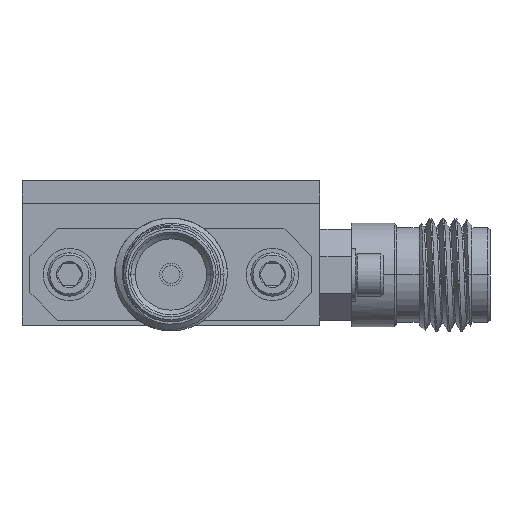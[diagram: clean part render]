
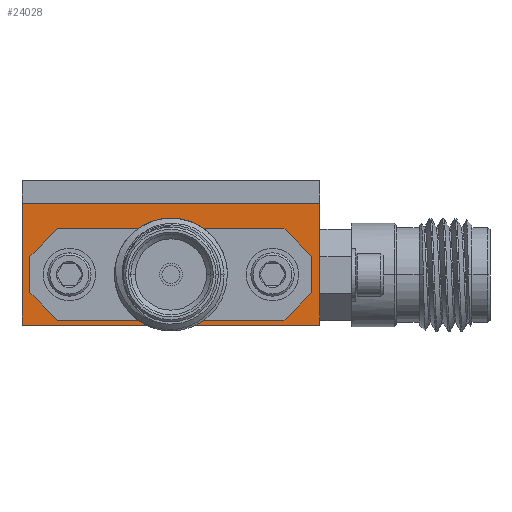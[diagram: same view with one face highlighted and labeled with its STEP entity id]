
A CAD part, left-side view. The second image highlights one B-rep face of the part: STEP entity #24028.
In plain terms, the highlighted planar face has unit normal (-1, 0, 0).
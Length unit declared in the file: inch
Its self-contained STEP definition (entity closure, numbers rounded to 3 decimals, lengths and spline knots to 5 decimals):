
#271 = VECTOR ( 'NONE', #28680, 39.37008 ) ;
#1159 = CARTESIAN_POINT ( 'NONE',  ( -0.48, -0.33, -0.135 ) ) ;
#1645 = VERTEX_POINT ( 'NONE', #19854 ) ;
#3292 = ORIENTED_EDGE ( 'NONE', *, *, #6154, .T. ) ;
#3455 = VERTEX_POINT ( 'NONE', #33055 ) ;
#3517 = ORIENTED_EDGE ( 'NONE', *, *, #32177, .F. ) ;
#3962 = AXIS2_PLACEMENT_3D ( 'NONE', #10604, #28699, #26320 ) ;
#6154 = EDGE_CURVE ( 'NONE', #3455, #1645, #9190, .T. ) ;
#7067 = ORIENTED_EDGE ( 'NONE', *, *, #17593, .T. ) ;
#7110 = DIRECTION ( 'NONE',  ( 0., -1., 0. ) ) ;
#7351 = CARTESIAN_POINT ( 'NONE',  ( -0.48, 0.33, 0.28154 ) ) ;
#7874 = PLANE ( 'NONE',  #3962 ) ;
#8294 = VECTOR ( 'NONE', #12099, 39.37008 ) ;
#9190 = LINE ( 'NONE', #11933, #8294 ) ;
#10576 = ORIENTED_EDGE ( 'NONE', *, *, #28668, .T. ) ;
#10604 = CARTESIAN_POINT ( 'NONE',  ( -0.48, 0.33, 0.28154 ) ) ;
#11933 = CARTESIAN_POINT ( 'NONE',  ( -0.48, -0.33, 0.135 ) ) ;
#12099 = DIRECTION ( 'NONE',  ( 0., 1., 0. ) ) ;
#12247 = LINE ( 'NONE', #1159, #33355 ) ;
#12640 = LINE ( 'NONE', #7351, #271 ) ;
#17068 = VERTEX_POINT ( 'NONE', #23751 ) ;
#17167 = EDGE_LOOP ( 'NONE', ( #3517, #3292, #7067, #10576 ) ) ;
#17593 = EDGE_CURVE ( 'NONE', #1645, #17068, #12640, .T. ) ;
#17961 = CARTESIAN_POINT ( 'NONE',  ( -0.48, -0.33, 0.28154 ) ) ;
#19854 = CARTESIAN_POINT ( 'NONE',  ( -0.48, 0.33, 0.135 ) ) ;
#20201 = CARTESIAN_POINT ( 'NONE',  ( -0.48, -0.33, -0.135 ) ) ;
#21113 = VECTOR ( 'NONE', #30946, 39.37008 ) ;
#23751 = CARTESIAN_POINT ( 'NONE',  ( -0.48, 0.33, -0.135 ) ) ;
#24028 = ADVANCED_FACE ( 'NONE', ( #31258 ), #7874, .T. ) ;
#26320 = DIRECTION ( 'NONE',  ( 0., 0., 1. ) ) ;
#28668 = EDGE_CURVE ( 'NONE', #17068, #31096, #12247, .T. ) ;
#28680 = DIRECTION ( 'NONE',  ( 0., 0., -1. ) ) ;
#28699 = DIRECTION ( 'NONE',  ( -1., 0., 0. ) ) ;
#30946 = DIRECTION ( 'NONE',  ( 0., 0., -1. ) ) ;
#31096 = VERTEX_POINT ( 'NONE', #20201 ) ;
#31258 = FACE_OUTER_BOUND ( 'NONE', #17167, .T. ) ;
#32177 = EDGE_CURVE ( 'NONE', #3455, #31096, #32808, .T. ) ;
#32808 = LINE ( 'NONE', #17961, #21113 ) ;
#33055 = CARTESIAN_POINT ( 'NONE',  ( -0.48, -0.33, 0.135 ) ) ;
#33355 = VECTOR ( 'NONE', #7110, 39.37008 ) ;
